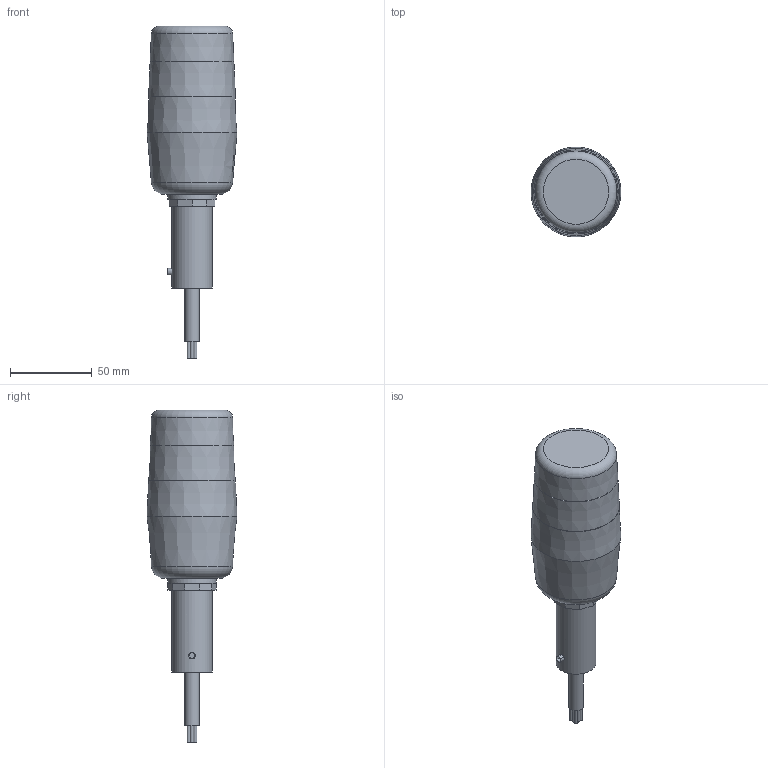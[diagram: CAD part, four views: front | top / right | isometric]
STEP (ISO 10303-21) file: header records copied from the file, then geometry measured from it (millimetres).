
FILE_DESCRIPTION((''),'2;1');
FILE_NAME('127247.stp','2020-01-08T08:20:46',('e.eickhoff'),(''),'Autodesk Inventor 2012','Autodesk Inventor 2012','');
FILE_SCHEMA(('AUTOMOTIVE_DESIGN { 1 0 10303 214 1 1 1 1 }'));
Length unit declared in the file: millimetre
Products named in the file (5): 127247; 127245; 127241; Schraube
Assembly tree (4 placements, depth 3):
  127247
    127245
    127241
      127241
      Schraube
Bounding box: 55 x 55 x 203 mm (x, y, z)
Volume: 239486.3 mm3; surface area: 35642.3 mm2
Topology: 3 solids, 3 shells, 92 faces, 174 edges, 111 vertices
Faces by surface type: plane 58, cylinder 27, cone 5, torus 2
Full cylindrical faces by diameter (mm): 1.9 x9, 3 x7, 4 x2, 9 x1, 15.5 x1, 17.5 x1, 20.5 x1, 21.5 x1, 24.5 x1, 29.5 x1, 39.751 x2
Entity records: 2496 total; most frequent: CARTESIAN_POINT 614, DIRECTION 378, ORIENTED_EDGE 242, AXIS2_PLACEMENT_3D 165, EDGE_LOOP 156, EDGE_CURVE 121, VERTEX_POINT 95, FACE_OUTER_BOUND 92
